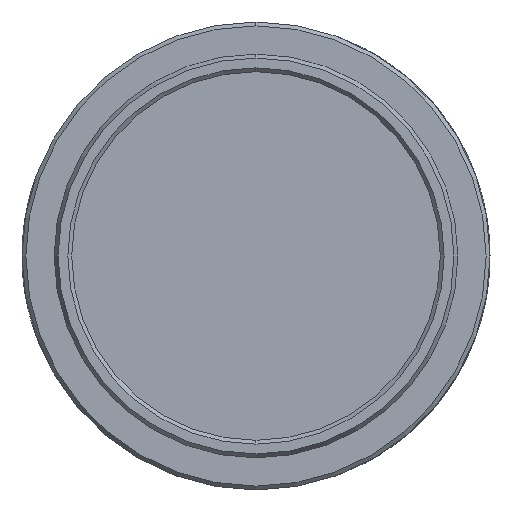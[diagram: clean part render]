
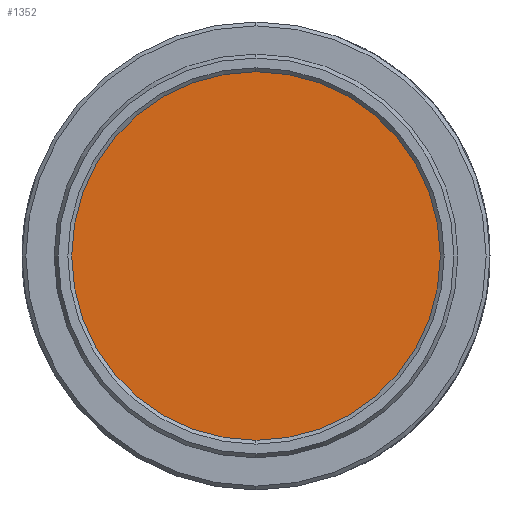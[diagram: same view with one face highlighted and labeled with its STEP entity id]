
A CAD part, left-side view. The second image highlights one B-rep face of the part: STEP entity #1352.
In plain terms, the highlighted planar face has unit normal (-1, 0, 0).
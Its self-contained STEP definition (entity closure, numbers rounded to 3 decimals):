
#98 = FACE_OUTER_BOUND ( 'NONE', #2188, .T. ) ;
#776 = ORIENTED_EDGE ( 'NONE', *, *, #2582, .F. ) ;
#936 = CARTESIAN_POINT ( 'NONE',  ( -1.905, 0., 0. ) ) ;
#1352 = ADVANCED_FACE ( 'NONE', ( #98 ), #4986, .F. ) ;
#2142 = CARTESIAN_POINT ( 'NONE',  ( -1.905, 9.92, 7.644 ) ) ;
#2188 = EDGE_LOOP ( 'NONE', ( #15148, #776 ) ) ;
#2582 = EDGE_CURVE ( 'NONE', #8320, #10949, #10290, .T. ) ;
#2587 = DIRECTION ( 'NONE',  ( 0., 0.792, 0.61 ) ) ;
#3613 = DIRECTION ( 'NONE',  ( 0., 0.792, 0.61 ) ) ;
#4159 = CARTESIAN_POINT ( 'NONE',  ( -1.905, 0., 0. ) ) ;
#4986 = PLANE ( 'NONE',  #6779 ) ;
#6779 = AXIS2_PLACEMENT_3D ( 'NONE', #936, #10908, #2587 ) ;
#7082 = DIRECTION ( 'NONE',  ( 1., 0., 0. ) ) ;
#8320 = VERTEX_POINT ( 'NONE', #17357 ) ;
#8452 = DIRECTION ( 'NONE',  ( 0., 0.792, 0.61 ) ) ;
#10290 = CIRCLE ( 'NONE', #16933, 12.523 ) ;
#10535 = CARTESIAN_POINT ( 'NONE',  ( -1.905, 0., 0. ) ) ;
#10908 = DIRECTION ( 'NONE',  ( 1., 0., 0. ) ) ;
#10949 = VERTEX_POINT ( 'NONE', #2142 ) ;
#11931 = DIRECTION ( 'NONE',  ( 1., 0., 0. ) ) ;
#12363 = CIRCLE ( 'NONE', #14282, 12.523 ) ;
#14282 = AXIS2_PLACEMENT_3D ( 'NONE', #10535, #11931, #3613 ) ;
#15125 = EDGE_CURVE ( 'NONE', #10949, #8320, #12363, .T. ) ;
#15148 = ORIENTED_EDGE ( 'NONE', *, *, #15125, .F. ) ;
#16933 = AXIS2_PLACEMENT_3D ( 'NONE', #4159, #7082, #8452 ) ;
#17357 = CARTESIAN_POINT ( 'NONE',  ( -1.905, -9.92, -7.644 ) ) ;
